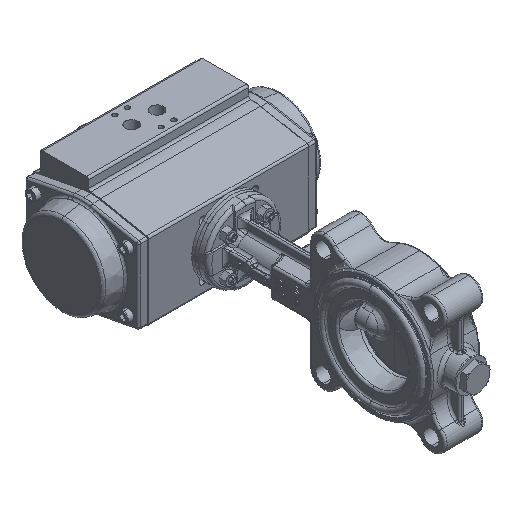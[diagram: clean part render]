
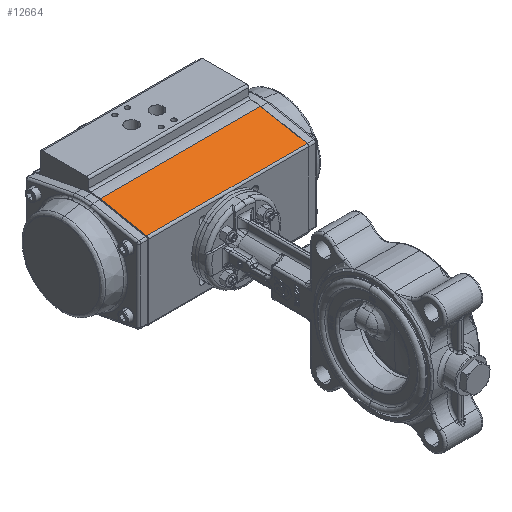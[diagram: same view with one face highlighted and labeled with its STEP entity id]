
A CAD part, isometric view. The second image highlights one B-rep face of the part: STEP entity #12664.
In plain terms, the highlighted planar face has unit normal (0, 0.186, -0.983).
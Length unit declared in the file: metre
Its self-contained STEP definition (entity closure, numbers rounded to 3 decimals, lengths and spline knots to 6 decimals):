
#223 = DIRECTION ( 'NONE',  ( -1., 0., 0. ) ) ;
#963 = CARTESIAN_POINT ( 'NONE',  ( -0.153831, 0.113882, 0.292753 ) ) ;
#2550 = FACE_OUTER_BOUND ( 'NONE', #28889, .T. ) ;
#4696 = VECTOR ( 'NONE', #223, 1. ) ;
#8232 = PLANE ( 'NONE',  #44246 ) ;
#11640 = EDGE_CURVE ( 'NONE', #66026, #31673, #42207, .T. ) ;
#12664 = ADVANCED_FACE ( 'NONE', ( #2550 ), #8232, .T. ) ;
#13447 = DIRECTION ( 'NONE',  ( 0., -0.983, -0.186 ) ) ;
#16674 = CARTESIAN_POINT ( 'NONE',  ( -0.001831, 0.158198, 0.301143 ) ) ;
#18894 = EDGE_CURVE ( 'NONE', #54565, #24492, #72307, .T. ) ;
#19451 = EDGE_CURVE ( 'NONE', #24492, #66026, #53905, .T. ) ;
#20506 = CARTESIAN_POINT ( 'NONE',  ( -0.153831, 0.158198, 0.301143 ) ) ;
#23457 = ORIENTED_EDGE ( 'NONE', *, *, #69621, .T. ) ;
#23706 = LINE ( 'NONE', #963, #4696 ) ;
#24492 = VERTEX_POINT ( 'NONE', #20506 ) ;
#25296 = DIRECTION ( 'NONE',  ( 0., 0.983, 0.186 ) ) ;
#25378 = DIRECTION ( 'NONE',  ( 0., 0.983, 0.186 ) ) ;
#25843 = CARTESIAN_POINT ( 'NONE',  ( -0.153831, 0.158198, 0.301143 ) ) ;
#28889 = EDGE_LOOP ( 'NONE', ( #67568, #57143, #23457, #37310 ) ) ;
#31583 = CARTESIAN_POINT ( 'NONE',  ( -0.001831, 0.113882, 0.292753 ) ) ;
#31673 = VERTEX_POINT ( 'NONE', #31583 ) ;
#36460 = DIRECTION ( 'NONE',  ( 1., 0., 0. ) ) ;
#37310 = ORIENTED_EDGE ( 'NONE', *, *, #18894, .T. ) ;
#42207 = LINE ( 'NONE', #65322, #54899 ) ;
#44246 = AXIS2_PLACEMENT_3D ( 'NONE', #47648, #58637, #25296 ) ;
#46558 = CARTESIAN_POINT ( 'NONE',  ( -0.153831, 0.113882, 0.292753 ) ) ;
#47648 = CARTESIAN_POINT ( 'NONE',  ( -0.153831, 0.113882, 0.292753 ) ) ;
#49385 = VECTOR ( 'NONE', #36460, 1. ) ;
#50544 = VECTOR ( 'NONE', #25378, 1. ) ;
#53802 = CARTESIAN_POINT ( 'NONE',  ( -0.153831, 0.113882, 0.292753 ) ) ;
#53905 = LINE ( 'NONE', #25843, #49385 ) ;
#54565 = VERTEX_POINT ( 'NONE', #46558 ) ;
#54899 = VECTOR ( 'NONE', #13447, 1. ) ;
#57143 = ORIENTED_EDGE ( 'NONE', *, *, #11640, .T. ) ;
#58637 = DIRECTION ( 'NONE',  ( 0., 0.186, -0.983 ) ) ;
#65322 = CARTESIAN_POINT ( 'NONE',  ( -0.001831, 0.113882, 0.292753 ) ) ;
#66026 = VERTEX_POINT ( 'NONE', #16674 ) ;
#67568 = ORIENTED_EDGE ( 'NONE', *, *, #19451, .T. ) ;
#69621 = EDGE_CURVE ( 'NONE', #31673, #54565, #23706, .T. ) ;
#72307 = LINE ( 'NONE', #53802, #50544 ) ;
